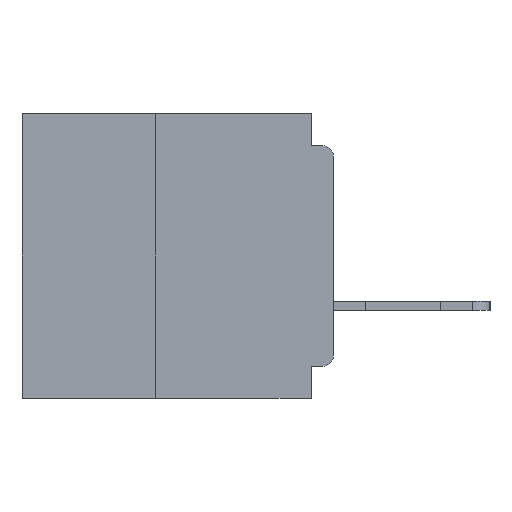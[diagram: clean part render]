
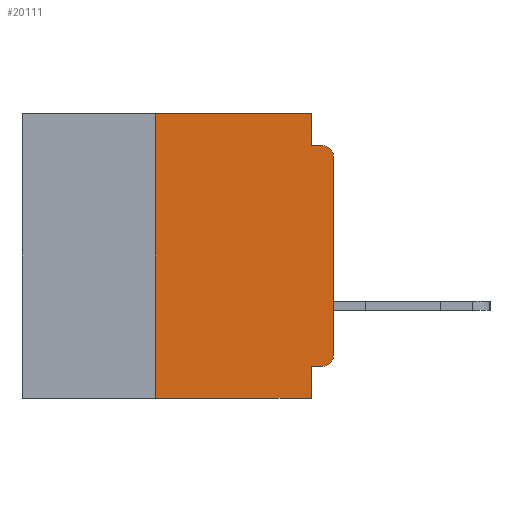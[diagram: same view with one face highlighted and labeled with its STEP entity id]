
A CAD part, left-side view. The second image highlights one B-rep face of the part: STEP entity #20111.
In plain terms, the highlighted planar face has unit normal (-1, 0, 0).
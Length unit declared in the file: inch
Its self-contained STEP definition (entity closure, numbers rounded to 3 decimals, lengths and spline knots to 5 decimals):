
#55 = VERTEX_POINT ( 'NONE', #34429 ) ;
#226 = DIRECTION ( 'NONE',  ( 0., 0., -1. ) ) ;
#407 = VECTOR ( 'NONE', #36964, 39.37008 ) ;
#1224 = VECTOR ( 'NONE', #23224, 39.37008 ) ;
#2339 = DIRECTION ( 'NONE',  ( 0., -1., 0. ) ) ;
#3081 = EDGE_CURVE ( 'NONE', #18601, #40255, #27582, .T. ) ;
#4022 = VERTEX_POINT ( 'NONE', #19883 ) ;
#4382 = CARTESIAN_POINT ( 'NONE',  ( 0., 0.25, 0. ) ) ;
#4497 = LINE ( 'NONE', #18154, #45627 ) ;
#5208 = CARTESIAN_POINT ( 'NONE',  ( 0., 0.031, 0. ) ) ;
#5459 = VECTOR ( 'NONE', #33365, 39.37008 ) ;
#5523 = CARTESIAN_POINT ( 'NONE',  ( 0., 0.25, -0.4 ) ) ;
#7852 = DIRECTION ( 'NONE',  ( 0., 0., -1. ) ) ;
#8186 = CARTESIAN_POINT ( 'NONE',  ( 0., 0., -0.34 ) ) ;
#8211 = EDGE_LOOP ( 'NONE', ( #47067, #21851, #26991, #11542, #24898, #41606, #9871, #14176, #14083, #18746 ) ) ;
#8518 = CARTESIAN_POINT ( 'NONE',  ( 0., 0.015, -0.34 ) ) ;
#9104 = VERTEX_POINT ( 'NONE', #15161 ) ;
#9863 = LINE ( 'NONE', #11532, #19150 ) ;
#9871 = ORIENTED_EDGE ( 'NONE', *, *, #35977, .T. ) ;
#10207 = EDGE_CURVE ( 'NONE', #15433, #11184, #4497, .T. ) ;
#10421 = VERTEX_POINT ( 'NONE', #27550 ) ;
#11184 = VERTEX_POINT ( 'NONE', #5208 ) ;
#11532 = CARTESIAN_POINT ( 'NONE',  ( 0., 0., -0.045 ) ) ;
#11542 = ORIENTED_EDGE ( 'NONE', *, *, #49351, .F. ) ;
#12478 = VERTEX_POINT ( 'NONE', #43566 ) ;
#12533 = DIRECTION ( 'NONE',  ( 0., 0., -1. ) ) ;
#14083 = ORIENTED_EDGE ( 'NONE', *, *, #24392, .F. ) ;
#14176 = ORIENTED_EDGE ( 'NONE', *, *, #14304, .F. ) ;
#14304 = EDGE_CURVE ( 'NONE', #10421, #4022, #46436, .T. ) ;
#14500 = VECTOR ( 'NONE', #44087, 39.37008 ) ;
#14813 = LINE ( 'NONE', #5523, #5459 ) ;
#15161 = CARTESIAN_POINT ( 'NONE',  ( 0., 0.25, -0.4 ) ) ;
#15433 = VERTEX_POINT ( 'NONE', #4382 ) ;
#15512 = DIRECTION ( 'NONE',  ( 0., -1., 0. ) ) ;
#16410 = EDGE_CURVE ( 'NONE', #12478, #55, #34334, .T. ) ;
#18068 = EDGE_CURVE ( 'NONE', #40255, #12478, #32991, .T. ) ;
#18154 = CARTESIAN_POINT ( 'NONE',  ( 0., 0.437, 0. ) ) ;
#18584 = VERTEX_POINT ( 'NONE', #50797 ) ;
#18601 = VERTEX_POINT ( 'NONE', #42866 ) ;
#18746 = ORIENTED_EDGE ( 'NONE', *, *, #3081, .T. ) ;
#19150 = VECTOR ( 'NONE', #15512, 39.37008 ) ;
#19228 = CARTESIAN_POINT ( 'NONE',  ( 0., 0., -0.355 ) ) ;
#19883 = CARTESIAN_POINT ( 'NONE',  ( 0., 0.031, -0.4 ) ) ;
#20111 = ADVANCED_FACE ( 'NONE', ( #27140 ), #47950, .F. ) ;
#21393 = AXIS2_PLACEMENT_3D ( 'NONE', #39908, #24034, #226 ) ;
#21851 = ORIENTED_EDGE ( 'NONE', *, *, #16410, .T. ) ;
#22359 = DIRECTION ( 'NONE',  ( -1., 0., 0. ) ) ;
#23224 = DIRECTION ( 'NONE',  ( 0., 0., 1. ) ) ;
#23947 = VECTOR ( 'NONE', #7852, 39.37008 ) ;
#24034 = DIRECTION ( 'NONE',  ( 1., 0., 0. ) ) ;
#24392 = EDGE_CURVE ( 'NONE', #18601, #10421, #49331, .T. ) ;
#24898 = ORIENTED_EDGE ( 'NONE', *, *, #10207, .F. ) ;
#25053 = LINE ( 'NONE', #39900, #14500 ) ;
#26234 = EDGE_CURVE ( 'NONE', #9104, #15433, #14813, .T. ) ;
#26991 = ORIENTED_EDGE ( 'NONE', *, *, #48479, .F. ) ;
#27140 = FACE_OUTER_BOUND ( 'NONE', #8211, .T. ) ;
#27550 = CARTESIAN_POINT ( 'NONE',  ( 0., 0.031, -0.355 ) ) ;
#27582 = CIRCLE ( 'NONE', #48521, 0.015 ) ;
#31262 = DIRECTION ( 'NONE',  ( 0., 1., 0. ) ) ;
#32160 = LINE ( 'NONE', #40993, #407 ) ;
#32991 = LINE ( 'NONE', #47128, #1224 ) ;
#33365 = DIRECTION ( 'NONE',  ( 0., 0., 1. ) ) ;
#34334 = CIRCLE ( 'NONE', #34590, 0.015 ) ;
#34429 = CARTESIAN_POINT ( 'NONE',  ( 0., 0.015, -0.045 ) ) ;
#34590 = AXIS2_PLACEMENT_3D ( 'NONE', #46251, #22359, #50306 ) ;
#35654 = CARTESIAN_POINT ( 'NONE',  ( 0., 0.031, -0.4 ) ) ;
#35977 = EDGE_CURVE ( 'NONE', #9104, #4022, #25053, .T. ) ;
#36339 = DIRECTION ( 'NONE',  ( -1., 0., 0. ) ) ;
#36964 = DIRECTION ( 'NONE',  ( 0., 0., -1. ) ) ;
#38667 = VECTOR ( 'NONE', #31262, 39.37008 ) ;
#39900 = CARTESIAN_POINT ( 'NONE',  ( 0., 0.437, -0.4 ) ) ;
#39908 = CARTESIAN_POINT ( 'NONE',  ( 0., 0.437, 0. ) ) ;
#40255 = VERTEX_POINT ( 'NONE', #8186 ) ;
#40993 = CARTESIAN_POINT ( 'NONE',  ( 0., 0.031, 0. ) ) ;
#41606 = ORIENTED_EDGE ( 'NONE', *, *, #26234, .F. ) ;
#42866 = CARTESIAN_POINT ( 'NONE',  ( 0., 0.015, -0.355 ) ) ;
#43566 = CARTESIAN_POINT ( 'NONE',  ( 0., 0., -0.06 ) ) ;
#44087 = DIRECTION ( 'NONE',  ( 0., -1., 0. ) ) ;
#45627 = VECTOR ( 'NONE', #2339, 39.37008 ) ;
#46251 = CARTESIAN_POINT ( 'NONE',  ( 0., 0.015, -0.06 ) ) ;
#46436 = LINE ( 'NONE', #35654, #23947 ) ;
#47067 = ORIENTED_EDGE ( 'NONE', *, *, #18068, .T. ) ;
#47128 = CARTESIAN_POINT ( 'NONE',  ( 0., 0., 0. ) ) ;
#47950 = PLANE ( 'NONE',  #21393 ) ;
#48479 = EDGE_CURVE ( 'NONE', #18584, #55, #9863, .T. ) ;
#48521 = AXIS2_PLACEMENT_3D ( 'NONE', #8518, #36339, #12533 ) ;
#49331 = LINE ( 'NONE', #19228, #38667 ) ;
#49351 = EDGE_CURVE ( 'NONE', #11184, #18584, #32160, .T. ) ;
#50306 = DIRECTION ( 'NONE',  ( 0., 0., -1. ) ) ;
#50797 = CARTESIAN_POINT ( 'NONE',  ( 0., 0.031, -0.045 ) ) ;
